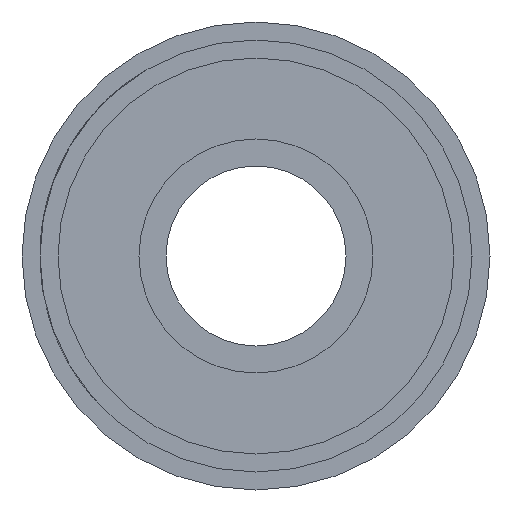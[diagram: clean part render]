
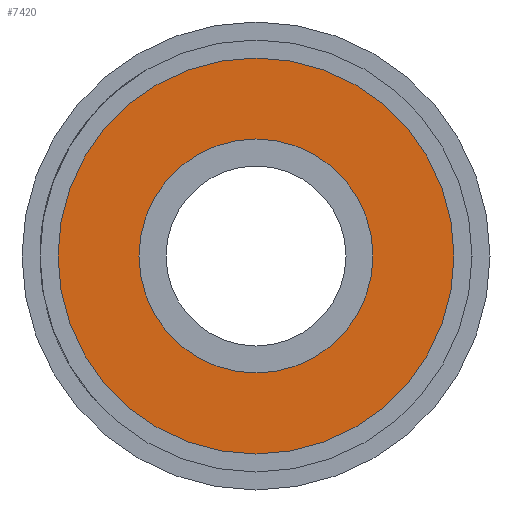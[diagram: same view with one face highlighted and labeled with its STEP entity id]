
A CAD part, left-side view. The second image highlights one B-rep face of the part: STEP entity #7420.
In plain terms, the highlighted planar face has unit normal (-1, 0, 0).
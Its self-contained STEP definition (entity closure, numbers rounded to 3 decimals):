
#23 = CIRCLE ( 'NONE', #8799, 6.5 ) ;
#142 = EDGE_CURVE ( 'NONE', #7760, #5182, #8767, .T. ) ;
#148 = AXIS2_PLACEMENT_3D ( 'NONE', #7857, #6822, #8080 ) ;
#805 = FACE_BOUND ( 'NONE', #8152, .T. ) ;
#1033 = EDGE_CURVE ( 'NONE', #3939, #2457, #4181, .T. ) ;
#1594 = AXIS2_PLACEMENT_3D ( 'NONE', #1617, #5120, #4362 ) ;
#1617 = CARTESIAN_POINT ( 'NONE',  ( 0., 0., 0. ) ) ;
#1635 = ORIENTED_EDGE ( 'NONE', *, *, #2037, .T. ) ;
#1781 = ORIENTED_EDGE ( 'NONE', *, *, #4989, .F. ) ;
#1795 = PLANE ( 'NONE',  #2921 ) ;
#1802 = ORIENTED_EDGE ( 'NONE', *, *, #142, .T. ) ;
#1834 = CARTESIAN_POINT ( 'NONE',  ( 0., 0., -11. ) ) ;
#2037 = EDGE_CURVE ( 'NONE', #5182, #7760, #2889, .T. ) ;
#2318 = DIRECTION ( 'NONE',  ( 0., 0., 1. ) ) ;
#2457 = VERTEX_POINT ( 'NONE', #7498 ) ;
#2889 = CIRCLE ( 'NONE', #148, 11. ) ;
#2921 = AXIS2_PLACEMENT_3D ( 'NONE', #7331, #4578, #7192 ) ;
#3055 = FACE_OUTER_BOUND ( 'NONE', #5753, .T. ) ;
#3939 = VERTEX_POINT ( 'NONE', #4747 ) ;
#4136 = CARTESIAN_POINT ( 'NONE',  ( 0., 0., 0. ) ) ;
#4181 = CIRCLE ( 'NONE', #1594, 6.5 ) ;
#4362 = DIRECTION ( 'NONE',  ( 0., 0., 1. ) ) ;
#4578 = DIRECTION ( 'NONE',  ( -1., 0., 0. ) ) ;
#4747 = CARTESIAN_POINT ( 'NONE',  ( 0., 0., -6.5 ) ) ;
#4887 = AXIS2_PLACEMENT_3D ( 'NONE', #5723, #8465, #2318 ) ;
#4989 = EDGE_CURVE ( 'NONE', #2457, #3939, #23, .T. ) ;
#5120 = DIRECTION ( 'NONE',  ( -1., 0., 0. ) ) ;
#5121 = ORIENTED_EDGE ( 'NONE', *, *, #1033, .F. ) ;
#5182 = VERTEX_POINT ( 'NONE', #1834 ) ;
#5723 = CARTESIAN_POINT ( 'NONE',  ( 0., 0., 0. ) ) ;
#5753 = EDGE_LOOP ( 'NONE', ( #1802, #1635 ) ) ;
#6256 = DIRECTION ( 'NONE',  ( -1., 0., 0. ) ) ;
#6680 = CARTESIAN_POINT ( 'NONE',  ( 0., 0., 11. ) ) ;
#6822 = DIRECTION ( 'NONE',  ( -1., 0., 0. ) ) ;
#7192 = DIRECTION ( 'NONE',  ( 0., 0., 1. ) ) ;
#7331 = CARTESIAN_POINT ( 'NONE',  ( 0., 0., 0. ) ) ;
#7420 = ADVANCED_FACE ( 'NONE', ( #805, #3055 ), #1795, .T. ) ;
#7498 = CARTESIAN_POINT ( 'NONE',  ( 0., 0., 6.5 ) ) ;
#7760 = VERTEX_POINT ( 'NONE', #6680 ) ;
#7857 = CARTESIAN_POINT ( 'NONE',  ( 0., 0., 0. ) ) ;
#8080 = DIRECTION ( 'NONE',  ( 0., 0., 1. ) ) ;
#8152 = EDGE_LOOP ( 'NONE', ( #1781, #5121 ) ) ;
#8465 = DIRECTION ( 'NONE',  ( -1., 0., 0. ) ) ;
#8767 = CIRCLE ( 'NONE', #4887, 11. ) ;
#8799 = AXIS2_PLACEMENT_3D ( 'NONE', #4136, #6256, #8856 ) ;
#8856 = DIRECTION ( 'NONE',  ( 0., 0., 1. ) ) ;
